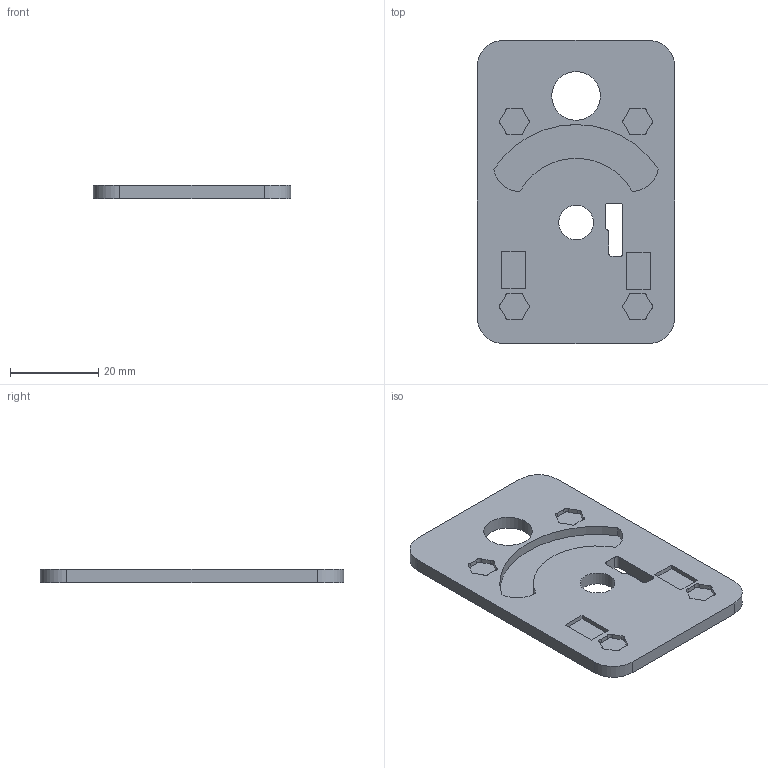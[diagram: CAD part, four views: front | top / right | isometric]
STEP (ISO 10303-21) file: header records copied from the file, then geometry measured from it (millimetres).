
FILE_DESCRIPTION(/* description */ (''),/* implementation_level */ '2;1');
FILE_NAME(/* name */ 'Pithy Dial Plus Faceplate.step',/* time_stamp */ '2021-03-26T22:37:07+00:00',/* author */ (''),/* organization */ (''),/* preprocessor_version */ 'ST-DEVELOPER v18.1',/* originating_system */ 'Autodesk Translation Framework v9.10.0.1330',/* authorisation */ '');
FILE_SCHEMA (('AUTOMOTIVE_DESIGN { 1 0 10303 214 3 1 1 }'));
Length unit declared in the file: millimetre
Products named in the file (1): Pithy Dial Plus Faceplate
Bounding box: 44.76 x 68.73 x 3 mm (x, y, z)
Volume: 7699.5 mm3; surface area: 6977.7 mm2
Topology: 1 solids, 1 shells, 90 faces, 243 edges, 162 vertices
Faces by surface type: plane 50, cylinder 40
Full cylindrical faces by diameter (mm): 7.85 x1, 11 x1
Entity records: 2899 total; most frequent: DIRECTION 505, CARTESIAN_POINT 496, ORIENTED_EDGE 486, EDGE_CURVE 243, AXIS2_PLACEMENT_3D 171, LINE 163, VECTOR 163, VERTEX_POINT 162
